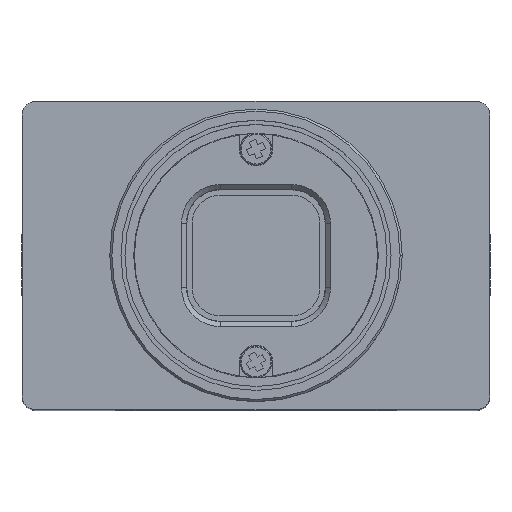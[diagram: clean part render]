
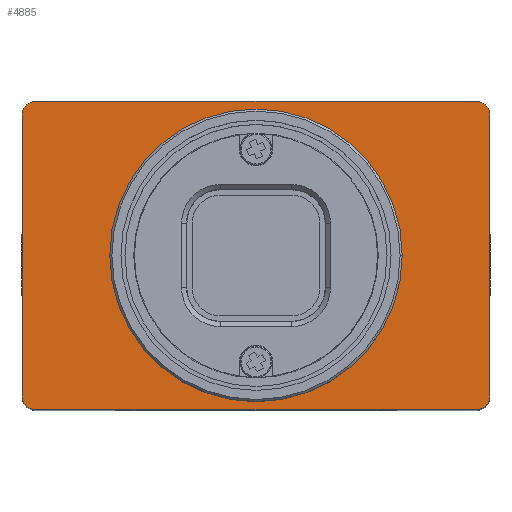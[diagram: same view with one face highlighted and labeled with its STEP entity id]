
A CAD part, top view. The second image highlights one B-rep face of the part: STEP entity #4885.
In plain terms, the highlighted planar face has unit normal (0, 0, 1).
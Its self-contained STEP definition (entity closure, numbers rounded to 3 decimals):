
#136 = EDGE_CURVE ( 'NONE', #13049, #8539, #6021, .T. ) ;
#211 = EDGE_CURVE ( 'NONE', #8539, #13049, #1903, .T. ) ;
#1428 = VERTEX_POINT ( 'NONE', #2911 ) ;
#1434 = AXIS2_PLACEMENT_3D ( 'NONE', #12137, #12121, #12111 ) ;
#1487 = AXIS2_PLACEMENT_3D ( 'NONE', #11952, #11939, #11936 ) ;
#1539 = VECTOR ( 'NONE', #12436, 1000. ) ;
#1846 = ORIENTED_EDGE ( 'NONE', *, *, #2736, .T. ) ;
#1853 = AXIS2_PLACEMENT_3D ( 'NONE', #13580, #13573, #13562 ) ;
#1903 = CIRCLE ( 'NONE', #8588, 13.75 ) ;
#1910 = VERTEX_POINT ( 'NONE', #10992 ) ;
#1949 = CARTESIAN_POINT ( 'NONE',  ( -13.75, 0., 0. ) ) ;
#1957 = AXIS2_PLACEMENT_3D ( 'NONE', #13186, #13181, #13132 ) ;
#1970 = VERTEX_POINT ( 'NONE', #9802 ) ;
#2202 = VECTOR ( 'NONE', #12405, 1000. ) ;
#2452 = CARTESIAN_POINT ( 'NONE',  ( 13.75, 0., 0. ) ) ;
#2525 = EDGE_CURVE ( 'NONE', #4770, #10514, #11254, .T. ) ;
#2576 = EDGE_CURVE ( 'NONE', #1970, #10989, #8091, .T. ) ;
#2673 = EDGE_CURVE ( 'NONE', #10989, #4770, #4342, .T. ) ;
#2675 = EDGE_CURVE ( 'NONE', #10514, #3282, #12776, .T. ) ;
#2701 = EDGE_CURVE ( 'NONE', #3282, #1428, #12094, .T. ) ;
#2717 = EDGE_CURVE ( 'NONE', #1428, #1910, #9221, .T. ) ;
#2736 = EDGE_CURVE ( 'NONE', #1910, #8304, #6482, .T. ) ;
#2742 = EDGE_CURVE ( 'NONE', #8304, #1970, #11755, .T. ) ;
#2911 = CARTESIAN_POINT ( 'NONE',  ( -20.7, -14.5, 0. ) ) ;
#3282 = VERTEX_POINT ( 'NONE', #7743 ) ;
#3437 = EDGE_LOOP ( 'NONE', ( #9960, #13725, #9616, #4687, #1846, #9020, #10307, #9126 ) ) ;
#4342 = LINE ( 'NONE', #12440, #1539 ) ;
#4687 = ORIENTED_EDGE ( 'NONE', *, *, #2717, .T. ) ;
#4770 = VERTEX_POINT ( 'NONE', #13677 ) ;
#4885 = ADVANCED_FACE ( 'NONE', ( #10302, #13514 ), #12005, .F. ) ;
#5078 = CARTESIAN_POINT ( 'NONE',  ( 22., -13.2, 0. ) ) ;
#6021 = CIRCLE ( 'NONE', #8991, 13.75 ) ;
#6398 = CARTESIAN_POINT ( 'NONE',  ( 0., 0., 0. ) ) ;
#6436 = DIRECTION ( 'NONE',  ( 0., 0., 1. ) ) ;
#6453 = DIRECTION ( 'NONE',  ( -1., 0., 0. ) ) ;
#6482 = CIRCLE ( 'NONE', #1487, 1.3 ) ;
#7743 = CARTESIAN_POINT ( 'NONE',  ( -22., -13.2, 0. ) ) ;
#8002 = EDGE_LOOP ( 'NONE', ( #13491, #12593 ) ) ;
#8091 = CIRCLE ( 'NONE', #1957, 1.3 ) ;
#8304 = VERTEX_POINT ( 'NONE', #5078 ) ;
#8539 = VERTEX_POINT ( 'NONE', #1949 ) ;
#8588 = AXIS2_PLACEMENT_3D ( 'NONE', #13609, #13598, #13596 ) ;
#8903 = VECTOR ( 'NONE', #12083, 1000. ) ;
#8991 = AXIS2_PLACEMENT_3D ( 'NONE', #6398, #6436, #6453 ) ;
#9020 = ORIENTED_EDGE ( 'NONE', *, *, #2742, .T. ) ;
#9126 = ORIENTED_EDGE ( 'NONE', *, *, #2673, .T. ) ;
#9221 = LINE ( 'NONE', #12140, #8903 ) ;
#9616 = ORIENTED_EDGE ( 'NONE', *, *, #2701, .T. ) ;
#9763 = CARTESIAN_POINT ( 'NONE',  ( 20.7, 14.5, 0. ) ) ;
#9802 = CARTESIAN_POINT ( 'NONE',  ( 22., 13.2, 0. ) ) ;
#9960 = ORIENTED_EDGE ( 'NONE', *, *, #2525, .T. ) ;
#10302 = FACE_OUTER_BOUND ( 'NONE', #3437, .T. ) ;
#10307 = ORIENTED_EDGE ( 'NONE', *, *, #2576, .T. ) ;
#10514 = VERTEX_POINT ( 'NONE', #12922 ) ;
#10989 = VERTEX_POINT ( 'NONE', #9763 ) ;
#10992 = CARTESIAN_POINT ( 'NONE',  ( 20.7, -14.5, 0. ) ) ;
#11254 = CIRCLE ( 'NONE', #1853, 1.3 ) ;
#11421 = VECTOR ( 'NONE', #12041, 1000. ) ;
#11754 = DIRECTION ( 'NONE',  ( -1., 0., 0. ) ) ;
#11755 = LINE ( 'NONE', #11910, #11421 ) ;
#11788 = DIRECTION ( 'NONE',  ( 0., 0., -1. ) ) ;
#11844 = CARTESIAN_POINT ( 'NONE',  ( -20.7, 13.2, 0. ) ) ;
#11910 = CARTESIAN_POINT ( 'NONE',  ( 22., -13.2, 0. ) ) ;
#11936 = DIRECTION ( 'NONE',  ( 1., 0., 0. ) ) ;
#11939 = DIRECTION ( 'NONE',  ( 0., 0., 1. ) ) ;
#11952 = CARTESIAN_POINT ( 'NONE',  ( 20.7, -13.2, 0. ) ) ;
#12005 = PLANE ( 'NONE',  #13439 ) ;
#12041 = DIRECTION ( 'NONE',  ( 0., 1., 0. ) ) ;
#12083 = DIRECTION ( 'NONE',  ( 1., 0., 0. ) ) ;
#12094 = CIRCLE ( 'NONE', #1434, 1.3 ) ;
#12111 = DIRECTION ( 'NONE',  ( -1., 0., 0. ) ) ;
#12121 = DIRECTION ( 'NONE',  ( 0., 0., 1. ) ) ;
#12137 = CARTESIAN_POINT ( 'NONE',  ( -20.7, -13.2, 0. ) ) ;
#12140 = CARTESIAN_POINT ( 'NONE',  ( -20.7, -14.5, 0. ) ) ;
#12405 = DIRECTION ( 'NONE',  ( 0., -1., 0. ) ) ;
#12423 = CARTESIAN_POINT ( 'NONE',  ( -22., -13.2, 0. ) ) ;
#12436 = DIRECTION ( 'NONE',  ( -1., 0., 0. ) ) ;
#12440 = CARTESIAN_POINT ( 'NONE',  ( -20.7, 14.5, 0. ) ) ;
#12593 = ORIENTED_EDGE ( 'NONE', *, *, #136, .F. ) ;
#12776 = LINE ( 'NONE', #12423, #2202 ) ;
#12922 = CARTESIAN_POINT ( 'NONE',  ( -22., 13.2, 0. ) ) ;
#13049 = VERTEX_POINT ( 'NONE', #2452 ) ;
#13132 = DIRECTION ( 'NONE',  ( -1., 0., 0. ) ) ;
#13181 = DIRECTION ( 'NONE',  ( 0., 0., 1. ) ) ;
#13186 = CARTESIAN_POINT ( 'NONE',  ( 20.7, 13.2, 0. ) ) ;
#13439 = AXIS2_PLACEMENT_3D ( 'NONE', #11844, #11788, #11754 ) ;
#13491 = ORIENTED_EDGE ( 'NONE', *, *, #211, .F. ) ;
#13514 = FACE_BOUND ( 'NONE', #8002, .T. ) ;
#13562 = DIRECTION ( 'NONE',  ( -1., 0., 0. ) ) ;
#13573 = DIRECTION ( 'NONE',  ( 0., 0., 1. ) ) ;
#13580 = CARTESIAN_POINT ( 'NONE',  ( -20.7, 13.2, 0. ) ) ;
#13596 = DIRECTION ( 'NONE',  ( -1., 0., 0. ) ) ;
#13598 = DIRECTION ( 'NONE',  ( 0., 0., 1. ) ) ;
#13609 = CARTESIAN_POINT ( 'NONE',  ( 0., 0., 0. ) ) ;
#13677 = CARTESIAN_POINT ( 'NONE',  ( -20.7, 14.5, 0. ) ) ;
#13725 = ORIENTED_EDGE ( 'NONE', *, *, #2675, .T. ) ;
